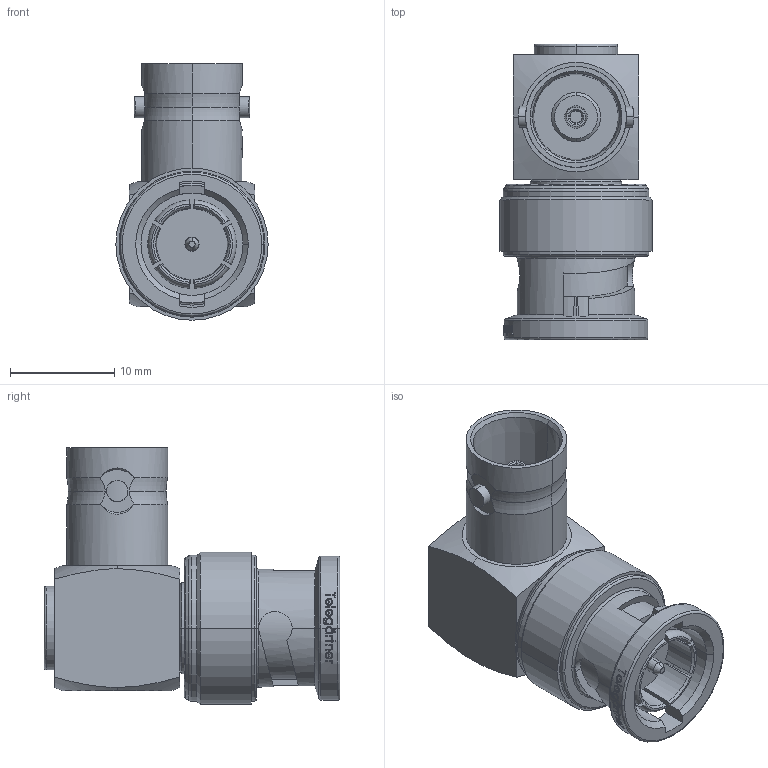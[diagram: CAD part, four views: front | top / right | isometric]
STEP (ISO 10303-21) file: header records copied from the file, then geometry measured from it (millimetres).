
FILE_DESCRIPTION (( 'STEP AP214' ), '1' );
FILE_NAME ('J01005A1237.STEP', '2013-02-04T14:59:26', ( 'Wartung1' ), ( '' ), 'SwSTEP 2.0', 'SolidWorks 2012', '' );
FILE_SCHEMA (( 'AUTOMOTIVE_DESIGN' ));
Length unit declared in the file: millimetre
Products named in the file (1): J01005A1237
Bounding box: 14.6 x 28.35 x 24.6 mm (x, y, z)
Volume: 3892 mm3; surface area: 2673.7 mm2
Topology: 1 solids, 1 shells, 392 faces, 1007 edges, 657 vertices
Faces by surface type: plane 144, cylinder 90, bspline 78, cone 48, torus 32
Entity records: 19343 total; most frequent: CARTESIAN_POINT 6217, ORIENTED_EDGE 2014, DIRECTION 1580, EDGE_CURVE 1007, VERTEX_POINT 657, AXIS2_PLACEMENT_3D 579, EDGE_LOOP 436, VECTOR 422
